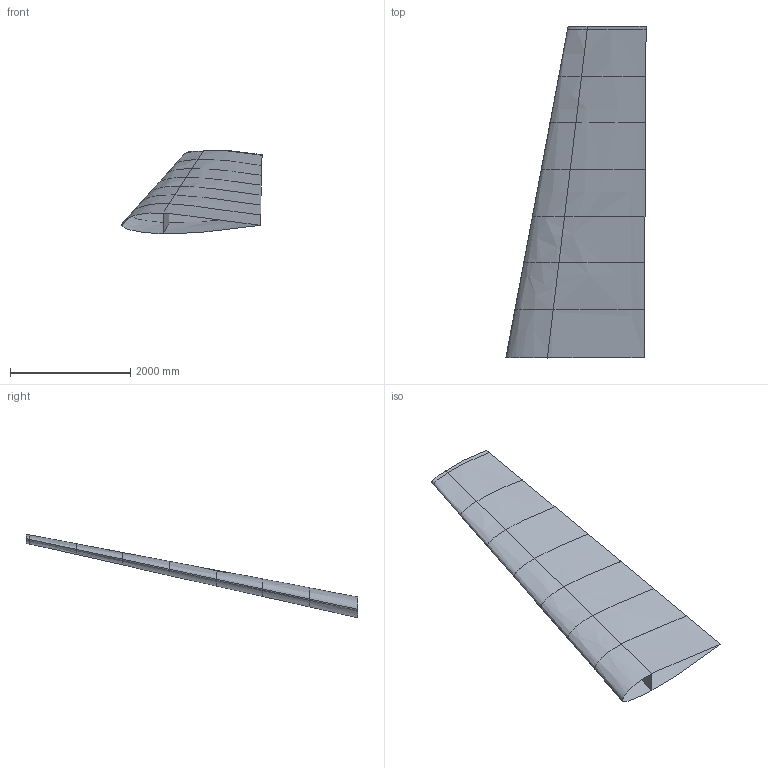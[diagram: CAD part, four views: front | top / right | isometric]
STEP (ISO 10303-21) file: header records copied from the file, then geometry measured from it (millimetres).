
FILE_DESCRIPTION(/* description */ ('STEP AP214'),/* implementation_level */ '2;1');
FILE_NAME(/* name */ '667409e6f28c3975dbb9406c',/* time_stamp */ '2024-06-20T10:52:22Z',/* author */ (''),/* organization */ (''),/* preprocessor_version */ 'ST-DEVELOPER v20',/* originating_system */ ' ',/* authorisation */ ' ');
FILE_SCHEMA (('AUTOMOTIVE_DESIGN {1 0 10303 214 3 1 1}'));
Length unit declared in the file: metre
Products named in the file (10): Surface 10; Surface 9; Surface 8; Surface 7; Surface 6; Surface 5; Surface 4; Surface 3; lower; upper
Bounding box: 2331.46 x 5519.69 x 1387.88 mm (x, y, z)
Surface area: 24137708.6 mm2 (no closed solid volume)
Topology: 0 solids, 10 shells, 10 faces, 26 edges, 26 vertices
Faces by surface type: plane 8, bspline 2
Entity records: 4240 total; most frequent: CARTESIAN_POINT 3754, DIRECTION 42, ORIENTED_EDGE 26, EDGE_CURVE 26, VERTEX_POINT 26, B_SPLINE_CURVE_WITH_KNOTS 20, AXIS2_PLACEMENT_3D 18, PRESENTATION_STYLE_ASSIGNMENT 11
